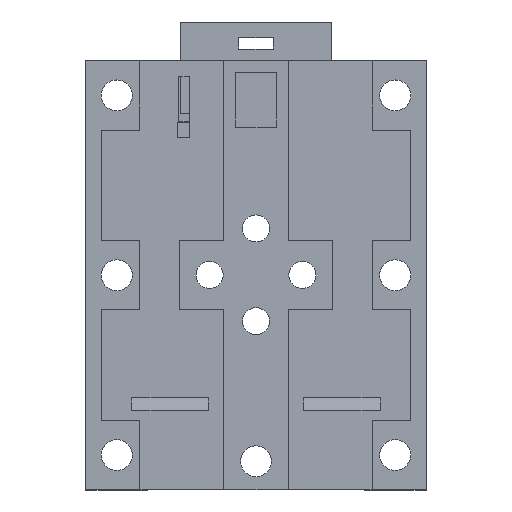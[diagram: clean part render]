
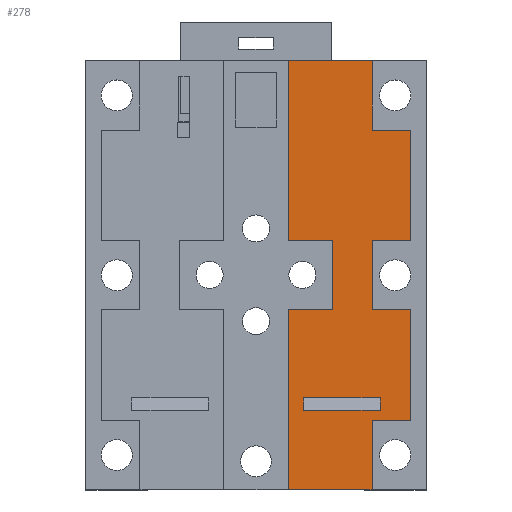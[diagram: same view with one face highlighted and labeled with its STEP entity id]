
A CAD part, top view. The second image highlights one B-rep face of the part: STEP entity #278.
In plain terms, the highlighted planar face has unit normal (0, 0, 1).
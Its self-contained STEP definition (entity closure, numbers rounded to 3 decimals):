
#278 = ADVANCED_FACE( '', ( #725, #726 ), #727, .T. );
#725 = FACE_OUTER_BOUND( '', #1433, .T. );
#726 = FACE_BOUND( '', #1434, .T. );
#727 = PLANE( '', #1435 );
#1433 = EDGE_LOOP( '', ( #2233, #2234, #2235, #2236, #2237, #2238, #2239, #2240, #2241, #2242, #2243, #2244, #2245, #2246, #2247, #2248 ) );
#1434 = EDGE_LOOP( '', ( #2249, #2250, #2251, #2252 ) );
#1435 = AXIS2_PLACEMENT_3D( '', #2253, #2254, #2255 );
#2233 = ORIENTED_EDGE( '', *, *, #3936, .T. );
#2234 = ORIENTED_EDGE( '', *, *, #3937, .F. );
#2235 = ORIENTED_EDGE( '', *, *, #3938, .F. );
#2236 = ORIENTED_EDGE( '', *, *, #3932, .F. );
#2237 = ORIENTED_EDGE( '', *, *, #3939, .T. );
#2238 = ORIENTED_EDGE( '', *, *, #3940, .T. );
#2239 = ORIENTED_EDGE( '', *, *, #3941, .F. );
#2240 = ORIENTED_EDGE( '', *, *, #3942, .F. );
#2241 = ORIENTED_EDGE( '', *, *, #3943, .F. );
#2242 = ORIENTED_EDGE( '', *, *, #3858, .F. );
#2243 = ORIENTED_EDGE( '', *, *, #3944, .F. );
#2244 = ORIENTED_EDGE( '', *, *, #3945, .T. );
#2245 = ORIENTED_EDGE( '', *, *, #3946, .T. );
#2246 = ORIENTED_EDGE( '', *, *, #3867, .F. );
#2247 = ORIENTED_EDGE( '', *, *, #3947, .F. );
#2248 = ORIENTED_EDGE( '', *, *, #3948, .F. );
#2249 = ORIENTED_EDGE( '', *, *, #3949, .F. );
#2250 = ORIENTED_EDGE( '', *, *, #3950, .T. );
#2251 = ORIENTED_EDGE( '', *, *, #3951, .F. );
#2252 = ORIENTED_EDGE( '', *, *, #3952, .T. );
#2253 = CARTESIAN_POINT( '', ( 19.15, -17.501, -3.1 ) );
#2254 = DIRECTION( '', ( 0., 0., 1. ) );
#2255 = DIRECTION( '', ( 1., 0., 0. ) );
#3858 = EDGE_CURVE( '', #4580, #4582, #4583, .T. );
#3867 = EDGE_CURVE( '', #4595, #4598, #4599, .T. );
#3932 = EDGE_CURVE( '', #4710, #4713, #4714, .T. );
#3936 = EDGE_CURVE( '', #4719, #4720, #4721, .T. );
#3937 = EDGE_CURVE( '', #4722, #4720, #4723, .T. );
#3938 = EDGE_CURVE( '', #4713, #4722, #4724, .T. );
#3939 = EDGE_CURVE( '', #4710, #4725, #4726, .T. );
#3940 = EDGE_CURVE( '', #4725, #4727, #4728, .T. );
#3941 = EDGE_CURVE( '', #4729, #4727, #4730, .T. );
#3942 = EDGE_CURVE( '', #4731, #4729, #4732, .T. );
#3943 = EDGE_CURVE( '', #4582, #4731, #4733, .T. );
#3944 = EDGE_CURVE( '', #4734, #4580, #4735, .T. );
#3945 = EDGE_CURVE( '', #4734, #4736, #4737, .T. );
#3946 = EDGE_CURVE( '', #4736, #4598, #4738, .T. );
#3947 = EDGE_CURVE( '', #4739, #4595, #4740, .T. );
#3948 = EDGE_CURVE( '', #4719, #4739, #4741, .T. );
#3949 = EDGE_CURVE( '', #4742, #4743, #4744, .T. );
#3950 = EDGE_CURVE( '', #4742, #4745, #4746, .T. );
#3951 = EDGE_CURVE( '', #4747, #4745, #4748, .T. );
#3952 = EDGE_CURVE( '', #4747, #4743, #4749, .T. );
#4580 = VERTEX_POINT( '', #5617 );
#4582 = VERTEX_POINT( '', #5620 );
#4583 = LINE( '', #5621, #5622 );
#4595 = VERTEX_POINT( '', #5639 );
#4598 = VERTEX_POINT( '', #5643 );
#4599 = LINE( '', #5644, #5645 );
#4710 = VERTEX_POINT( '', #5800 );
#4713 = VERTEX_POINT( '', #5804 );
#4714 = LINE( '', #5805, #5806 );
#4719 = VERTEX_POINT( '', #5813 );
#4720 = VERTEX_POINT( '', #5814 );
#4721 = LINE( '', #5815, #5816 );
#4722 = VERTEX_POINT( '', #5817 );
#4723 = LINE( '', #5818, #5819 );
#4724 = LINE( '', #5820, #5821 );
#4725 = VERTEX_POINT( '', #5822 );
#4726 = LINE( '', #5823, #5824 );
#4727 = VERTEX_POINT( '', #5825 );
#4728 = LINE( '', #5826, #5827 );
#4729 = VERTEX_POINT( '', #5828 );
#4730 = LINE( '', #5829, #5830 );
#4731 = VERTEX_POINT( '', #5831 );
#4732 = LINE( '', #5832, #5833 );
#4733 = LINE( '', #5834, #5835 );
#4734 = VERTEX_POINT( '', #5836 );
#4735 = LINE( '', #5837, #5838 );
#4736 = VERTEX_POINT( '', #5839 );
#4737 = LINE( '', #5840, #5841 );
#4738 = LINE( '', #5842, #5843 );
#4739 = VERTEX_POINT( '', #5844 );
#4740 = LINE( '', #5845, #5846 );
#4741 = LINE( '', #5847, #5848 );
#4742 = VERTEX_POINT( '', #5849 );
#4743 = VERTEX_POINT( '', #5850 );
#4744 = LINE( '', #5851, #5852 );
#4745 = VERTEX_POINT( '', #5853 );
#4746 = LINE( '', #5854, #5855 );
#4747 = VERTEX_POINT( '', #5856 );
#4748 = LINE( '', #5857, #5858 );
#4749 = LINE( '', #5859, #5860 );
#5617 = CARTESIAN_POINT( '', ( 8.3, 23.3, -3.1 ) );
#5620 = CARTESIAN_POINT( '', ( 14.1, 23.3, -3.1 ) );
#5621 = CARTESIAN_POINT( '', ( 19.15, 23.3, -3.1 ) );
#5622 = VECTOR( '', #6988, 1000. );
#5639 = CARTESIAN_POINT( '', ( 24.15, 9., -3.1 ) );
#5643 = CARTESIAN_POINT( '', ( 19.15, 9., -3.1 ) );
#5644 = CARTESIAN_POINT( '', ( 19.15, 9., -3.1 ) );
#5645 = VECTOR( '', #6995, 1000. );
#5800 = CARTESIAN_POINT( '', ( 19.15, 46.5, -3.1 ) );
#5804 = CARTESIAN_POINT( '', ( 24.15, 46.5, -3.1 ) );
#5805 = CARTESIAN_POINT( '', ( 24.15, 46.5, -3.1 ) );
#5806 = VECTOR( '', #7056, 1000. );
#5813 = CARTESIAN_POINT( '', ( 19.15, 23.3, -3.1 ) );
#5814 = CARTESIAN_POINT( '', ( 19.15, 32.3, -3.1 ) );
#5815 = CARTESIAN_POINT( '', ( 19.15, -17.501, -3.1 ) );
#5816 = VECTOR( '', #7059, 1000. );
#5817 = CARTESIAN_POINT( '', ( 24.15, 32.3, -3.1 ) );
#5818 = CARTESIAN_POINT( '', ( 19.15, 32.3, -3.1 ) );
#5819 = VECTOR( '', #7060, 1000. );
#5820 = CARTESIAN_POINT( '', ( 24.15, 32.3, -3.1 ) );
#5821 = VECTOR( '', #7061, 1000. );
#5822 = CARTESIAN_POINT( '', ( 19.15, 55.5, -3.1 ) );
#5823 = CARTESIAN_POINT( '', ( 19.15, -17.501, -3.1 ) );
#5824 = VECTOR( '', #7062, 1000. );
#5825 = CARTESIAN_POINT( '', ( 8.3, 55.5, -3.1 ) );
#5826 = CARTESIAN_POINT( '', ( 55.15, 55.5, -3.1 ) );
#5827 = VECTOR( '', #7063, 1000. );
#5828 = CARTESIAN_POINT( '', ( 8.3, 32.3, -3.1 ) );
#5829 = CARTESIAN_POINT( '', ( 8.3, -17.501, -3.1 ) );
#5830 = VECTOR( '', #7064, 1000. );
#5831 = CARTESIAN_POINT( '', ( 14.1, 32.3, -3.1 ) );
#5832 = CARTESIAN_POINT( '', ( 19.15, 32.3, -3.1 ) );
#5833 = VECTOR( '', #7065, 1000. );
#5834 = CARTESIAN_POINT( '', ( 14.1, -17.501, -3.1 ) );
#5835 = VECTOR( '', #7066, 1000. );
#5836 = CARTESIAN_POINT( '', ( 8.3, 0., -3.1 ) );
#5837 = CARTESIAN_POINT( '', ( 8.3, -17.501, -3.1 ) );
#5838 = VECTOR( '', #7067, 1000. );
#5839 = CARTESIAN_POINT( '', ( 19.15, 0., -3.1 ) );
#5840 = CARTESIAN_POINT( '', ( -17.85, 0., -3.1 ) );
#5841 = VECTOR( '', #7068, 1000. );
#5842 = CARTESIAN_POINT( '', ( 19.15, -17.501, -3.1 ) );
#5843 = VECTOR( '', #7069, 1000. );
#5844 = CARTESIAN_POINT( '', ( 24.15, 23.3, -3.1 ) );
#5845 = CARTESIAN_POINT( '', ( 24.15, 9., -3.1 ) );
#5846 = VECTOR( '', #7070, 1000. );
#5847 = CARTESIAN_POINT( '', ( 19.15, 23.3, -3.1 ) );
#5848 = VECTOR( '', #7071, 1000. );
#5849 = CARTESIAN_POINT( '', ( 20.2, 10.3, -3.1 ) );
#5850 = CARTESIAN_POINT( '', ( 20.2, 11.9, -3.1 ) );
#5851 = CARTESIAN_POINT( '', ( 20.2, 11.9, -3.1 ) );
#5852 = VECTOR( '', #7072, 1000. );
#5853 = CARTESIAN_POINT( '', ( 10.3, 10.3, -3.1 ) );
#5854 = CARTESIAN_POINT( '', ( 19.15, 10.3, -3.1 ) );
#5855 = VECTOR( '', #7073, 1000. );
#5856 = CARTESIAN_POINT( '', ( 10.3, 11.9, -3.1 ) );
#5857 = CARTESIAN_POINT( '', ( 10.3, -17.401, -3.1 ) );
#5858 = VECTOR( '', #7074, 1000. );
#5859 = CARTESIAN_POINT( '', ( 19.15, 11.9, -3.1 ) );
#5860 = VECTOR( '', #7075, 1000. );
#6988 = DIRECTION( '', ( 1., 0., 0. ) );
#6995 = DIRECTION( '', ( -1., 0., 0. ) );
#7056 = DIRECTION( '', ( 1., 0., 0. ) );
#7059 = DIRECTION( '', ( 0., 1., 0. ) );
#7060 = DIRECTION( '', ( -1., 0., 0. ) );
#7061 = DIRECTION( '', ( 0., -1., 0. ) );
#7062 = DIRECTION( '', ( 0., 1., 0. ) );
#7063 = DIRECTION( '', ( -1., 0., 0. ) );
#7064 = DIRECTION( '', ( 0., 1., 0. ) );
#7065 = DIRECTION( '', ( -1., 0., 0. ) );
#7066 = DIRECTION( '', ( 0., 1., 0. ) );
#7067 = DIRECTION( '', ( 0., 1., 0. ) );
#7068 = DIRECTION( '', ( 1., 0., 0. ) );
#7069 = DIRECTION( '', ( 0., 1., 0. ) );
#7070 = DIRECTION( '', ( 0., -1., 0. ) );
#7071 = DIRECTION( '', ( 1., 0., 0. ) );
#7072 = DIRECTION( '', ( 0., 1., 0. ) );
#7073 = DIRECTION( '', ( -1., 0., 0. ) );
#7074 = DIRECTION( '', ( 0., -1., 0. ) );
#7075 = DIRECTION( '', ( 1., 0., 0. ) );
